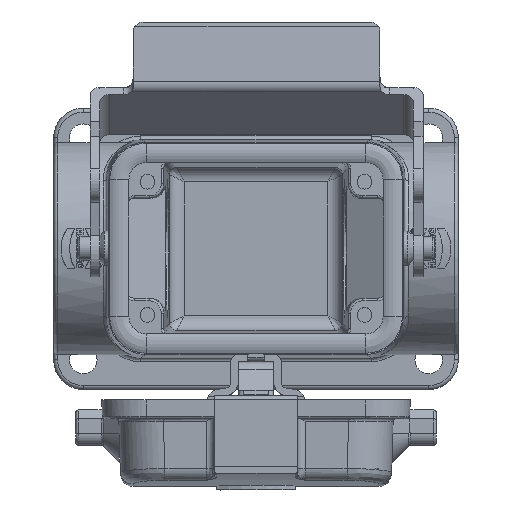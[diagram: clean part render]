
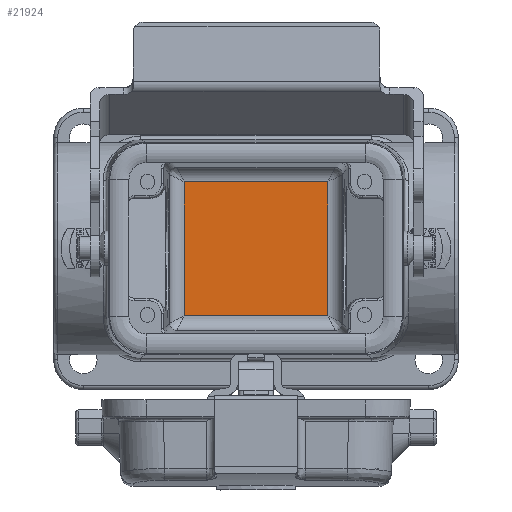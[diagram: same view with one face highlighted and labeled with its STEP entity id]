
A CAD part, top view. The second image highlights one B-rep face of the part: STEP entity #21924.
In plain terms, the highlighted planar face has unit normal (0, 0, 1).
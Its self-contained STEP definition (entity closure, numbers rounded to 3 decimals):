
#21885=CARTESIAN_POINT('',(-17.5,17.75,-58.25));
#21886=DIRECTION('',(0.0,0.0,-1.0));
#21887=DIRECTION('',(-1.0,0.0,0.0));
#21888=AXIS2_PLACEMENT_3D('',#21885,#21886,#21887);
#21889=PLANE('',#21888);
#21890=CARTESIAN_POINT('',(-14.56,-13.572,-58.25));
#21891=VERTEX_POINT('',#21890);
#21892=CARTESIAN_POINT('',(14.56,-13.572,-58.25));
#21893=VERTEX_POINT('',#21892);
#21894=CARTESIAN_POINT('',(-14.56,-13.572,-58.25));
#21895=DIRECTION('',(1.0,0.0,0.0));
#21896=VECTOR('',#21895,29.12);
#21897=LINE('',#21894,#21896);
#21898=EDGE_CURVE('',#21891,#21893,#21897,.T.);
#21899=ORIENTED_EDGE('',*,*,#21898,.T.);
#21900=CARTESIAN_POINT('',(14.56,13.572,-58.25));
#21901=VERTEX_POINT('',#21900);
#21902=CARTESIAN_POINT('',(14.56,-13.572,-58.25));
#21903=DIRECTION('',(0.0,1.0,0.0));
#21904=VECTOR('',#21903,27.145);
#21905=LINE('',#21902,#21904);
#21906=EDGE_CURVE('',#21893,#21901,#21905,.T.);
#21907=ORIENTED_EDGE('',*,*,#21906,.T.);
#21908=CARTESIAN_POINT('',(-14.56,13.572,-58.25));
#21909=VERTEX_POINT('',#21908);
#21910=CARTESIAN_POINT('',(14.56,13.572,-58.25));
#21911=DIRECTION('',(-1.0,0.0,0.0));
#21912=VECTOR('',#21911,29.12);
#21913=LINE('',#21910,#21912);
#21914=EDGE_CURVE('',#21901,#21909,#21913,.T.);
#21915=ORIENTED_EDGE('',*,*,#21914,.T.);
#21916=CARTESIAN_POINT('',(-14.56,13.572,-58.25));
#21917=DIRECTION('',(0.0,-1.0,0.0));
#21918=VECTOR('',#21917,27.145);
#21919=LINE('',#21916,#21918);
#21920=EDGE_CURVE('',#21909,#21891,#21919,.T.);
#21921=ORIENTED_EDGE('',*,*,#21920,.T.);
#21922=EDGE_LOOP('',(#21899,#21907,#21915,#21921));
#21923=FACE_OUTER_BOUND('',#21922,.T.);
#21924=ADVANCED_FACE('',(#21923),#21889,.F.);
